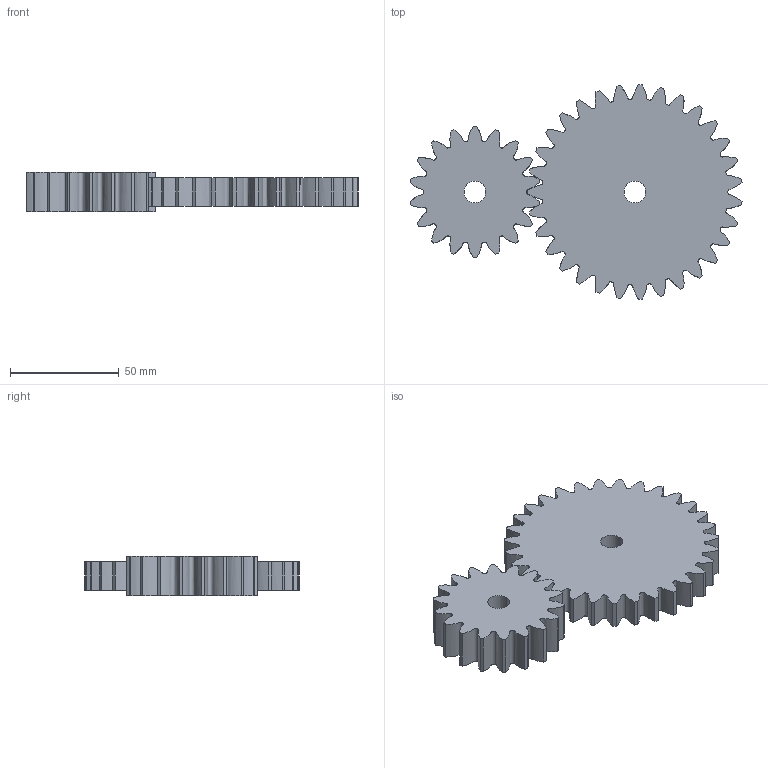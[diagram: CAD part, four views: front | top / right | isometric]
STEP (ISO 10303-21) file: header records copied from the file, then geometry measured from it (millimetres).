
FILE_DESCRIPTION (( 'STEP AP214' ), '1' );
FILE_NAME ('7.STEP', '2025-07-07T06:05:04', ( '' ), ( '' ), 'SwSTEP 2.0', 'SolidWorks 2022', '' );
FILE_SCHEMA (( 'AUTOMOTIVE_DESIGN' ));
Length unit declared in the file: millimetre
Products named in the file (3): 7; SpurGear2_GearTrax; SpurGear1_GearTrax
Assembly tree (2 placements, depth 2):
  7
    SpurGear1_GearTrax
    SpurGear2_GearTrax
Bounding box: 152.91 x 98.9 x 18.4 mm (x, y, z)
Volume: 118631.6 mm3; surface area: 31711.2 mm2
Topology: 2 solids, 2 shells, 106 faces, 306 edges, 204 vertices
Faces by surface type: cylinder 53, bspline 49, plane 4
Entity records: 13244 total; most frequent: CARTESIAN_POINT 10574, ORIENTED_EDGE 612, DIRECTION 438, EDGE_CURVE 306, VERTEX_POINT 204, AXIS2_PLACEMENT_3D 168, EDGE_LOOP 110, CIRCLE 106
